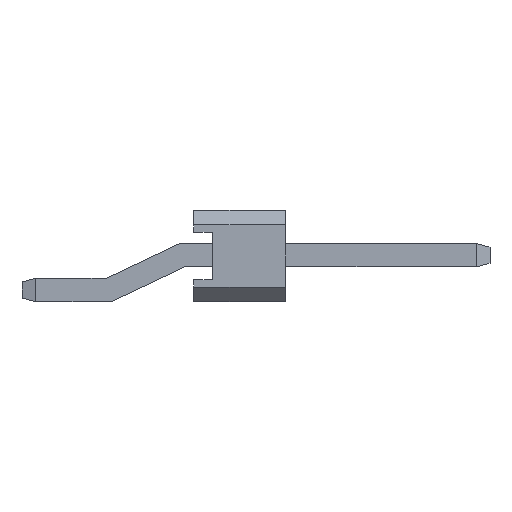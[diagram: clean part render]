
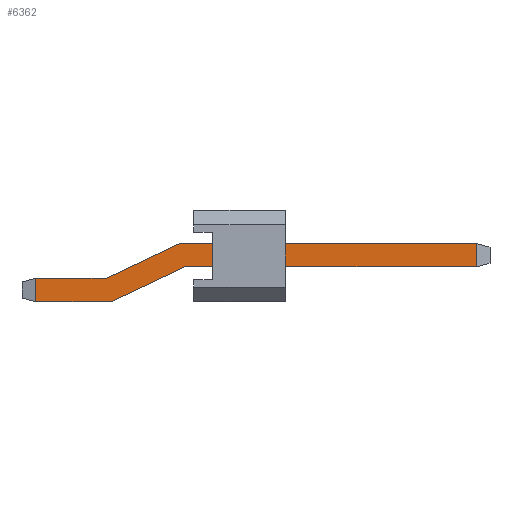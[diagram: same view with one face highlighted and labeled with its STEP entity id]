
A CAD part, front view. The second image highlights one B-rep face of the part: STEP entity #6362.
In plain terms, the highlighted planar face has unit normal (0, -1, 0).
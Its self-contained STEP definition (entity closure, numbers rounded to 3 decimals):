
#74=FACE_OUTER_BOUND('',#458,.T.);
#458=EDGE_LOOP('',(#4197,#4198,#4199,#4200,#4201,#4202,#4203,#4204));
#839=LINE('',#8859,#1751);
#848=LINE('',#8877,#1760);
#858=LINE('',#8897,#1770);
#861=LINE('',#8903,#1773);
#863=LINE('',#8908,#1775);
#864=LINE('',#8909,#1776);
#865=LINE('',#8911,#1777);
#866=LINE('',#8912,#1778);
#1751=VECTOR('',#7174,10.);
#1760=VECTOR('',#7187,10.);
#1770=VECTOR('',#7205,10.);
#1773=VECTOR('',#7212,10.);
#1775=VECTOR('',#7218,10.);
#1776=VECTOR('',#7219,10.);
#1777=VECTOR('',#7220,10.);
#1778=VECTOR('',#7221,10.);
#2654=VERTEX_POINT('',#8839);
#2657=VERTEX_POINT('',#8847);
#2667=VERTEX_POINT('',#8876);
#2668=VERTEX_POINT('',#8881);
#2673=VERTEX_POINT('',#8892);
#2674=VERTEX_POINT('',#8902);
#2675=VERTEX_POINT('',#8907);
#2676=VERTEX_POINT('',#8910);
#3239=EDGE_CURVE('',#2654,#2657,#839,.T.);
#3248=EDGE_CURVE('',#2667,#2657,#848,.T.);
#3258=EDGE_CURVE('',#2668,#2673,#858,.T.);
#3261=EDGE_CURVE('',#2674,#2673,#861,.T.);
#3263=EDGE_CURVE('',#2654,#2675,#863,.T.);
#3264=EDGE_CURVE('',#2675,#2674,#864,.T.);
#3265=EDGE_CURVE('',#2668,#2676,#865,.T.);
#3266=EDGE_CURVE('',#2676,#2667,#866,.T.);
#4197=ORIENTED_EDGE('',*,*,#3239,.F.);
#4198=ORIENTED_EDGE('',*,*,#3263,.T.);
#4199=ORIENTED_EDGE('',*,*,#3264,.T.);
#4200=ORIENTED_EDGE('',*,*,#3261,.T.);
#4201=ORIENTED_EDGE('',*,*,#3258,.F.);
#4202=ORIENTED_EDGE('',*,*,#3265,.T.);
#4203=ORIENTED_EDGE('',*,*,#3266,.T.);
#4204=ORIENTED_EDGE('',*,*,#3248,.T.);
#5978=PLANE('',#6783);
#6362=ADVANCED_FACE('',(#74),#5978,.T.);
#6783=AXIS2_PLACEMENT_3D('',#8906,#7216,#7217);
#7174=DIRECTION('',(0.,0.,1.));
#7187=DIRECTION('',(-1.,0.,0.));
#7205=DIRECTION('',(0.,0.,-1.));
#7212=DIRECTION('',(1.,0.,0.));
#7216=DIRECTION('center_axis',(0.,-1.,0.));
#7217=DIRECTION('ref_axis',(0.,0.,-1.));
#7218=DIRECTION('',(1.,0.,0.));
#7219=DIRECTION('',(0.903,0.,0.429));
#7220=DIRECTION('',(-1.,0.,0.));
#7221=DIRECTION('',(-0.903,0.,-0.429));
#8839=CARTESIAN_POINT('',(0.373,-0.32,0.));
#8847=CARTESIAN_POINT('',(0.373,-0.32,0.64));
#8859=CARTESIAN_POINT('',(0.373,-0.32,0.398));
#8876=CARTESIAN_POINT('',(2.3,-0.32,0.64));
#8877=CARTESIAN_POINT('',(0.,-0.32,0.64));
#8881=CARTESIAN_POINT('',(12.427,-0.32,1.59));
#8892=CARTESIAN_POINT('',(12.427,-0.32,0.95));
#8897=CARTESIAN_POINT('',(12.427,-0.32,1.193));
#8902=CARTESIAN_POINT('',(4.444,-0.32,0.95));
#8903=CARTESIAN_POINT('',(4.444,-0.32,0.95));
#8906=CARTESIAN_POINT('Origin',(6.4,-0.32,0.795));
#8907=CARTESIAN_POINT('',(2.444,-0.32,0.));
#8908=CARTESIAN_POINT('',(0.,-0.32,0.));
#8909=CARTESIAN_POINT('',(2.444,-0.32,0.));
#8910=CARTESIAN_POINT('',(4.3,-0.32,1.59));
#8911=CARTESIAN_POINT('',(4.3,-0.32,1.59));
#8912=CARTESIAN_POINT('',(2.3,-0.32,0.64));
